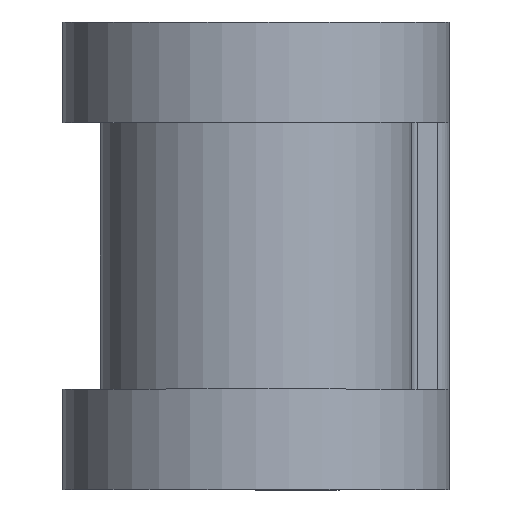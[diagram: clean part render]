
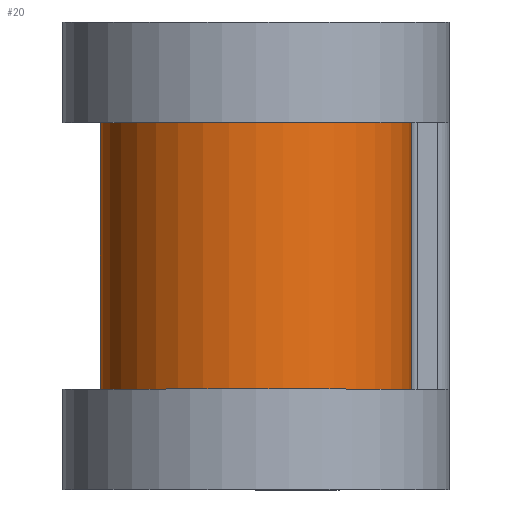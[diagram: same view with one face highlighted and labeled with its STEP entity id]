
A CAD part, top view. The second image highlights one B-rep face of the part: STEP entity #20.
In plain terms, the highlighted cylindrical face has radius 6.299 mm (diameter 12.598 mm), a partial arc.
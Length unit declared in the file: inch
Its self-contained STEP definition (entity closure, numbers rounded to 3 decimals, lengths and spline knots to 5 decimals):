
#20 = ADVANCED_FACE ( 'NONE', ( #279 ), #609, .T. ) ;
#127 = LINE ( 'NONE', #667, #873 ) ;
#144 = EDGE_CURVE ( 'NONE', #1118, #1008, #127, .T. ) ;
#186 = CIRCLE ( 'NONE', #1394, 0.248 ) ;
#218 = VERTEX_POINT ( 'NONE', #395 ) ;
#279 = FACE_OUTER_BOUND ( 'NONE', #1750, .T. ) ;
#292 = DIRECTION ( 'NONE',  ( 0., -1., 0. ) ) ;
#321 = CARTESIAN_POINT ( 'NONE',  ( 0., -0.2125, -0.248 ) ) ;
#328 = CARTESIAN_POINT ( 'NONE',  ( 0., 0.2125, 0. ) ) ;
#332 = LINE ( 'NONE', #807, #777 ) ;
#336 = ORIENTED_EDGE ( 'NONE', *, *, #1617, .F. ) ;
#349 = CARTESIAN_POINT ( 'NONE',  ( 0.248, 0.2125, 0. ) ) ;
#353 = DIRECTION ( 'NONE',  ( 0., -1., 0. ) ) ;
#395 = CARTESIAN_POINT ( 'NONE',  ( 0.248, -0.2125, 0. ) ) ;
#428 = EDGE_CURVE ( 'NONE', #460, #1118, #836, .T. ) ;
#460 = VERTEX_POINT ( 'NONE', #349 ) ;
#479 = CARTESIAN_POINT ( 'NONE',  ( 0., 0.3125, 0. ) ) ;
#521 = DIRECTION ( 'NONE',  ( 0., -1., 0. ) ) ;
#542 = DIRECTION ( 'NONE',  ( 0., -1., 0. ) ) ;
#609 = CYLINDRICAL_SURFACE ( 'NONE', #783, 0.248 ) ;
#667 = CARTESIAN_POINT ( 'NONE',  ( 0., 0.3125, -0.248 ) ) ;
#675 = DIRECTION ( 'NONE',  ( 0., 0., -1. ) ) ;
#749 = CARTESIAN_POINT ( 'NONE',  ( 0., 0.2125, -0.248 ) ) ;
#758 = EDGE_CURVE ( 'NONE', #460, #218, #332, .T. ) ;
#777 = VECTOR ( 'NONE', #353, 39.37008 ) ;
#783 = AXIS2_PLACEMENT_3D ( 'NONE', #479, #1423, #1553 ) ;
#807 = CARTESIAN_POINT ( 'NONE',  ( 0.248, 0.3125, 0. ) ) ;
#836 = CIRCLE ( 'NONE', #855, 0.248 ) ;
#855 = AXIS2_PLACEMENT_3D ( 'NONE', #328, #542, #675 ) ;
#873 = VECTOR ( 'NONE', #521, 39.37008 ) ;
#1008 = VERTEX_POINT ( 'NONE', #321 ) ;
#1035 = ORIENTED_EDGE ( 'NONE', *, *, #144, .T. ) ;
#1118 = VERTEX_POINT ( 'NONE', #749 ) ;
#1130 = CARTESIAN_POINT ( 'NONE',  ( 0., -0.2125, 0. ) ) ;
#1192 = ORIENTED_EDGE ( 'NONE', *, *, #758, .F. ) ;
#1256 = DIRECTION ( 'NONE',  ( 0., 0., -1. ) ) ;
#1394 = AXIS2_PLACEMENT_3D ( 'NONE', #1130, #292, #1256 ) ;
#1423 = DIRECTION ( 'NONE',  ( 0., -1., 0. ) ) ;
#1553 = DIRECTION ( 'NONE',  ( 0., 0., -1. ) ) ;
#1617 = EDGE_CURVE ( 'NONE', #218, #1008, #186, .T. ) ;
#1621 = ORIENTED_EDGE ( 'NONE', *, *, #428, .T. ) ;
#1750 = EDGE_LOOP ( 'NONE', ( #1192, #1621, #1035, #336 ) ) ;
